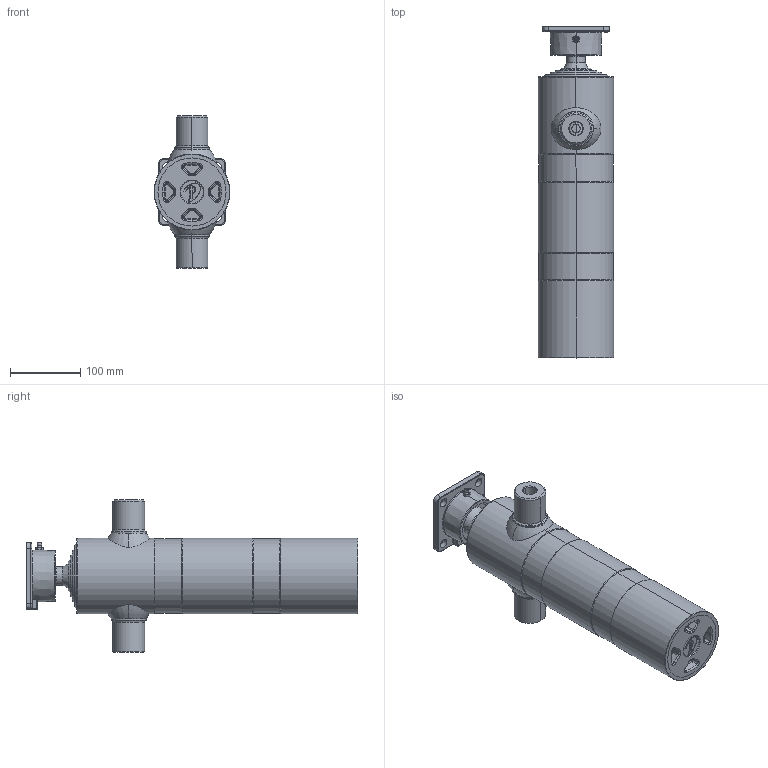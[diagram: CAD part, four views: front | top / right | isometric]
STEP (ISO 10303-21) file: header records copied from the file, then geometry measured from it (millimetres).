
FILE_DESCRIPTION (( 'STEP AP203' ), '1' );
FILE_NAME ('3445BGZ.STEP', '2014-10-07T07:25:23', ( '' ), ( '' ), 'SwSTEP 2.0', 'SolidWorks 2013', '' );
FILE_SCHEMA (( 'CONFIG_CONTROL_DESIGN' ));
Length unit declared in the file: millimetre
Products named in the file (1): 3445BGZ
Bounding box: 108 x 472 x 217 mm (x, y, z)
Surface area: 520174.5 mm2 (no closed solid volume)
Topology: 0 solids, 39 shells, 395 faces, 1186 edges, 820 vertices
Faces by surface type: cylinder 106, torus 100, cone 88, plane 69, bspline 23, sphere 9
Entity records: 16434 total; most frequent: CARTESIAN_POINT 5758, DIRECTION 2424, ORIENTED_EDGE 1902, EDGE_CURVE 1177, AXIS2_PLACEMENT_3D 997, VERTEX_POINT 817, CIRCLE 624, EDGE_LOOP 437
